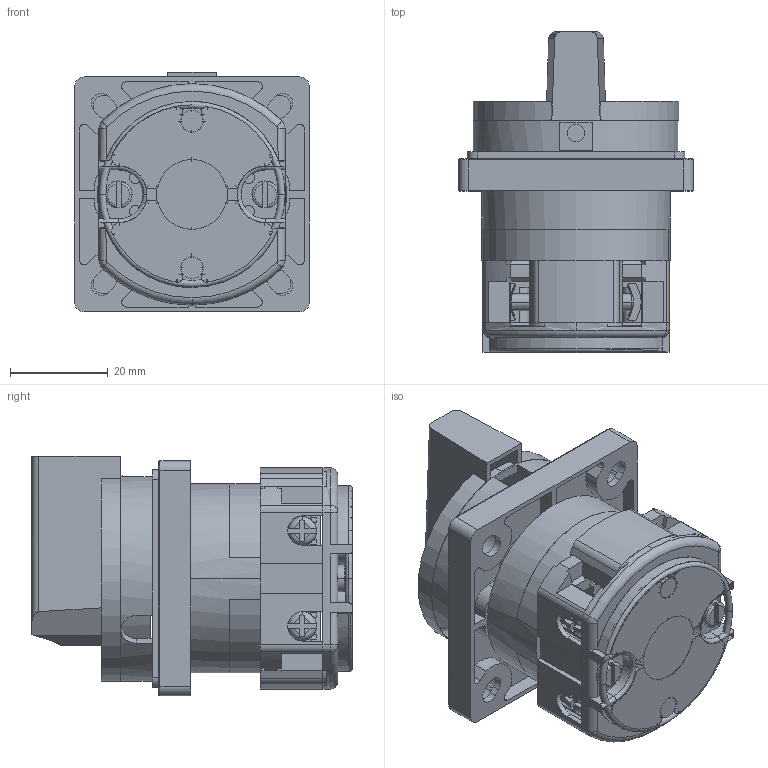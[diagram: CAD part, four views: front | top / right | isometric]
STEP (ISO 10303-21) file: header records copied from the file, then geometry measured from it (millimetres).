
FILE_DESCRIPTION((''),'2;1');
FILE_NAME('BS25_90LK_ASM','2021-12-07T',('marketing.praksa'),('Audax d.o.o.'),'CREO PARAMETRIC BY PTC INC, 2017480','CREO PARAMETRIC BY PTC INC, 2017480','');
FILE_SCHEMA(('AUTOMOTIVE_DESIGN { 1 0 10303 214 1 1 1 1 }'));
Products named in the file (19): SKLOP_LK_TURSKI_PLOCI_MAL-32210; ZAVRTKA_M3X6_1_1-2-SOLID1; ZAVRTKA_M3X6_1_1-1-SOLID1; S_-301349_-ZAVRTKA_SO_STE-32213; SKLOP_LK_TURSKI_PLOCI_MAL-32214; S_-S53442N_-ZADNA_PLOCA_BS_25_-; S_-301349_-ZAVRTKA_SO_STE-32216; KUKISTE_SO_DZVEZDA_KOMPLE-32217; S_-301349_-ZAVRTKA_SO_STE-32218; S_-301349_-ZAVRTKA_SO_STE-32219; KUKISTE_SO_DZVEZDA_KOMPLE-32220; S_-301349_-ZAVRTKA_SO_STE-32221; S_-301349_-ZAVRTKA_SO_STE-32222; SKLOP_LK_TURSKI_PLOCI_MAL-32223; S_-301349_-ZAVRTKA_SO_STE-32224; S_-301349_-ZAVRTKA_SO_STE-32225; S_-S53408N_-KUKISTE_KONTAKTNO_B; PRT9563; BS25_90LK_ASM
Assembly tree (18 placements, depth 2):
  BS25_90LK_ASM
    SKLOP_LK_TURSKI_PLOCI_MAL-32210
    ZAVRTKA_M3X6_1_1-2-SOLID1
    ZAVRTKA_M3X6_1_1-1-SOLID1
    S_-301349_-ZAVRTKA_SO_STE-32213
    SKLOP_LK_TURSKI_PLOCI_MAL-32214
    S_-S53442N_-ZADNA_PLOCA_BS_25_-
    S_-301349_-ZAVRTKA_SO_STE-32216
    KUKISTE_SO_DZVEZDA_KOMPLE-32217
    S_-301349_-ZAVRTKA_SO_STE-32218
    S_-301349_-ZAVRTKA_SO_STE-32219
    KUKISTE_SO_DZVEZDA_KOMPLE-32220
    S_-301349_-ZAVRTKA_SO_STE-32221
    S_-301349_-ZAVRTKA_SO_STE-32222
    SKLOP_LK_TURSKI_PLOCI_MAL-32223
    S_-301349_-ZAVRTKA_SO_STE-32224
    S_-301349_-ZAVRTKA_SO_STE-32225
    S_-S53408N_-KUKISTE_KONTAKTNO_B
    PRT9563
Bounding box: 48 x 65.5 x 49 mm (x, y, z)
Volume: 43129.3 mm3; surface area: 47815.2 mm2
Topology: 23 solids, 24 shells, 2198 faces, 6248 edges, 4126 vertices
Faces by surface type: plane 1197, cylinder 741, torus 85, bspline 80, cone 52, extrusion 32, sphere 11
Entity records: 111696 total; most frequent: CARTESIAN_POINT 18675, ORIENTED_EDGE 12365, DIRECTION 11839, PRESENTATION_STYLE_ASSIGNMENT 8454, STYLED_ITEM 8454, CURVE_STYLE 6232, EDGE_CURVE 6200, VERTEX_POINT 4126
